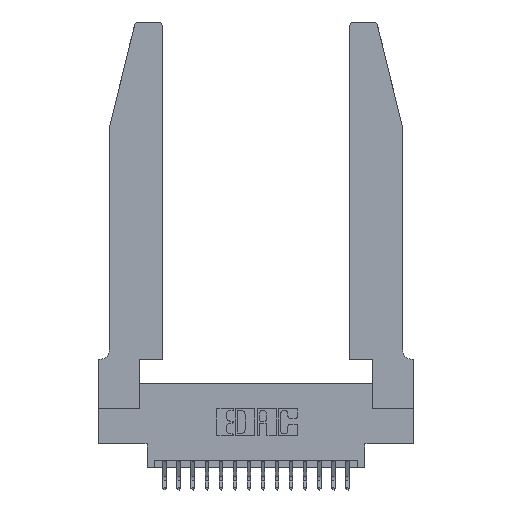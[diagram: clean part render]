
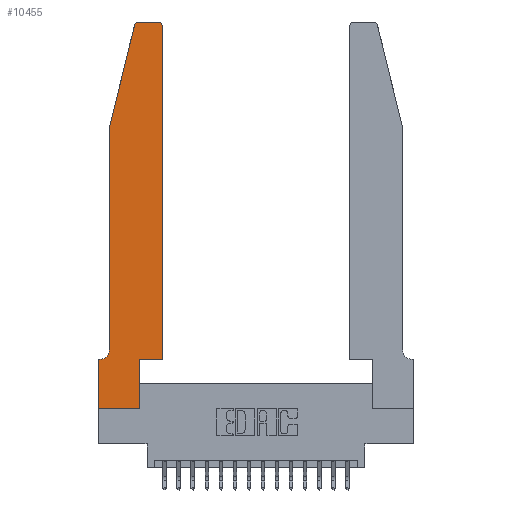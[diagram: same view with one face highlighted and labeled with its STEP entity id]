
A CAD part, top view. The second image highlights one B-rep face of the part: STEP entity #10455.
In plain terms, the highlighted planar face has unit normal (0, 0, 1).
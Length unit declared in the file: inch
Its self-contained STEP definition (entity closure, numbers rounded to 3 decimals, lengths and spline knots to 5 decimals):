
#216 = LINE ( 'NONE', #10511, #12630 ) ;
#253 = CARTESIAN_POINT ( 'NONE',  ( 0.4205, 2.72, 0.37 ) ) ;
#308 = DIRECTION ( 'NONE',  ( 0., 0., 1. ) ) ;
#336 = CARTESIAN_POINT ( 'NONE',  ( 0., 0.35, 0.37 ) ) ;
#352 = EDGE_LOOP ( 'NONE', ( #5737, #14439, #8294, #830, #12113, #15080, #19112, #1079, #17664, #14932, #12723, #8554 ) ) ;
#467 = EDGE_CURVE ( 'NONE', #4504, #4643, #6550, .T. ) ;
#771 = DIRECTION ( 'NONE',  ( 0., 0., 1. ) ) ;
#830 = ORIENTED_EDGE ( 'NONE', *, *, #18299, .T. ) ;
#975 = VECTOR ( 'NONE', #10102, 39.37008 ) ;
#1079 = ORIENTED_EDGE ( 'NONE', *, *, #17507, .T. ) ;
#1406 = DIRECTION ( 'NONE',  ( 1., 0., 0. ) ) ;
#1593 = EDGE_CURVE ( 'NONE', #18836, #17435, #8708, .T. ) ;
#1679 = VERTEX_POINT ( 'NONE', #7842 ) ;
#1801 = CARTESIAN_POINT ( 'NONE',  ( 0.284, 2.75, 0.37 ) ) ;
#2052 = EDGE_CURVE ( 'NONE', #4643, #18862, #11689, .T. ) ;
#2291 = LINE ( 'NONE', #10739, #10535 ) ;
#2767 = VECTOR ( 'NONE', #10474, 39.37008 ) ;
#3245 = CARTESIAN_POINT ( 'NONE',  ( 0.2865, 0.35, 0.37 ) ) ;
#3892 = VERTEX_POINT ( 'NONE', #16974 ) ;
#4099 = AXIS2_PLACEMENT_3D ( 'NONE', #16572, #7599, #18107 ) ;
#4439 = DIRECTION ( 'NONE',  ( 0., 1., 0. ) ) ;
#4504 = VERTEX_POINT ( 'NONE', #16949 ) ;
#4635 = DIRECTION ( 'NONE',  ( 0., -1., 0. ) ) ;
#4643 = VERTEX_POINT ( 'NONE', #18960 ) ;
#5070 = CARTESIAN_POINT ( 'NONE',  ( 0.4505, 0.35, 0.37 ) ) ;
#5207 = VECTOR ( 'NONE', #6634, 39.37008 ) ;
#5439 = LINE ( 'NONE', #6226, #17004 ) ;
#5651 = VERTEX_POINT ( 'NONE', #1801 ) ;
#5737 = ORIENTED_EDGE ( 'NONE', *, *, #18753, .T. ) ;
#6121 = CARTESIAN_POINT ( 'NONE',  ( 0., 0., 0.37 ) ) ;
#6226 = CARTESIAN_POINT ( 'NONE',  ( 0.0755, 2., 0.37 ) ) ;
#6296 = VERTEX_POINT ( 'NONE', #3245 ) ;
#6479 = VERTEX_POINT ( 'NONE', #18833 ) ;
#6550 = LINE ( 'NONE', #7775, #16668 ) ;
#6634 = DIRECTION ( 'NONE',  ( 1., 0., 0. ) ) ;
#6643 = LINE ( 'NONE', #15025, #17755 ) ;
#6781 = PLANE ( 'NONE',  #15929 ) ;
#7037 = CARTESIAN_POINT ( 'NONE',  ( 0.25487, 2.72718, 0.37 ) ) ;
#7060 = DIRECTION ( 'NONE',  ( 0., -1., 0. ) ) ;
#7406 = EDGE_CURVE ( 'NONE', #16293, #4504, #13767, .T. ) ;
#7468 = AXIS2_PLACEMENT_3D ( 'NONE', #253, #771, #1406 ) ;
#7599 = DIRECTION ( 'NONE',  ( 0., 0., -1. ) ) ;
#7611 = CIRCLE ( 'NONE', #14555, 0.03 ) ;
#7775 = CARTESIAN_POINT ( 'NONE',  ( 0.0755, 0.35, 0.37 ) ) ;
#7842 = CARTESIAN_POINT ( 'NONE',  ( 0.4505, 0.35, 0.37 ) ) ;
#8153 = CARTESIAN_POINT ( 'NONE',  ( 0., 0., 0.37 ) ) ;
#8294 = ORIENTED_EDGE ( 'NONE', *, *, #10824, .T. ) ;
#8302 = DIRECTION ( 'NONE',  ( -1., 0., 0. ) ) ;
#8352 = DIRECTION ( 'NONE',  ( 1., 0., 0. ) ) ;
#8554 = ORIENTED_EDGE ( 'NONE', *, *, #1593, .T. ) ;
#8708 = CIRCLE ( 'NONE', #7468, 0.03 ) ;
#9356 = LINE ( 'NONE', #19017, #975 ) ;
#9796 = CARTESIAN_POINT ( 'NONE',  ( 0.284, 2.72, 0.37 ) ) ;
#10102 = DIRECTION ( 'NONE',  ( 0., 1., 0. ) ) ;
#10329 = CARTESIAN_POINT ( 'NONE',  ( 0.4205, 2.75, 0.37 ) ) ;
#10455 = ADVANCED_FACE ( 'NONE', ( #15282 ), #6781, .T. ) ;
#10474 = DIRECTION ( 'NONE',  ( -1., 0., 0. ) ) ;
#10511 = CARTESIAN_POINT ( 'NONE',  ( 0., 0., 0.37 ) ) ;
#10535 = VECTOR ( 'NONE', #4635, 39.37008 ) ;
#10739 = CARTESIAN_POINT ( 'NONE',  ( 0.0755, 2., 0.37 ) ) ;
#10824 = EDGE_CURVE ( 'NONE', #19686, #6479, #5439, .T. ) ;
#10930 = EDGE_CURVE ( 'NONE', #5651, #19686, #7611, .T. ) ;
#11224 = VECTOR ( 'NONE', #7060, 39.37008 ) ;
#11259 = DIRECTION ( 'NONE',  ( 1., 0., 0. ) ) ;
#11350 = CARTESIAN_POINT ( 'NONE',  ( 0.0755, 0.42, 0.37 ) ) ;
#11689 = LINE ( 'NONE', #8153, #11224 ) ;
#12113 = ORIENTED_EDGE ( 'NONE', *, *, #7406, .T. ) ;
#12630 = VECTOR ( 'NONE', #14975, 39.37008 ) ;
#12723 = ORIENTED_EDGE ( 'NONE', *, *, #19880, .T. ) ;
#13767 = CIRCLE ( 'NONE', #4099, 0.07 ) ;
#14439 = ORIENTED_EDGE ( 'NONE', *, *, #10930, .T. ) ;
#14555 = AXIS2_PLACEMENT_3D ( 'NONE', #9796, #308, #11259 ) ;
#14932 = ORIENTED_EDGE ( 'NONE', *, *, #19505, .T. ) ;
#14975 = DIRECTION ( 'NONE',  ( 1., 0., 0. ) ) ;
#15025 = CARTESIAN_POINT ( 'NONE',  ( 0.4505, 0.35, 0.37 ) ) ;
#15065 = CARTESIAN_POINT ( 'NONE',  ( 0.4505, 2.72, 0.37 ) ) ;
#15080 = ORIENTED_EDGE ( 'NONE', *, *, #467, .T. ) ;
#15282 = FACE_OUTER_BOUND ( 'NONE', #352, .T. ) ;
#15929 = AXIS2_PLACEMENT_3D ( 'NONE', #336, #17342, #8352 ) ;
#16293 = VERTEX_POINT ( 'NONE', #11350 ) ;
#16572 = CARTESIAN_POINT ( 'NONE',  ( 0.0055, 0.42, 0.37 ) ) ;
#16668 = VECTOR ( 'NONE', #8302, 39.37008 ) ;
#16761 = DIRECTION ( 'NONE',  ( -0.239, -0.971, 0. ) ) ;
#16779 = LINE ( 'NONE', #5070, #5207 ) ;
#16949 = CARTESIAN_POINT ( 'NONE',  ( 0.0055, 0.35, 0.37 ) ) ;
#16974 = CARTESIAN_POINT ( 'NONE',  ( 0.2865, 0., 0.37 ) ) ;
#17004 = VECTOR ( 'NONE', #16761, 39.37008 ) ;
#17342 = DIRECTION ( 'NONE',  ( 0., 0., 1. ) ) ;
#17435 = VERTEX_POINT ( 'NONE', #10329 ) ;
#17507 = EDGE_CURVE ( 'NONE', #18862, #3892, #216, .T. ) ;
#17664 = ORIENTED_EDGE ( 'NONE', *, *, #18585, .T. ) ;
#17755 = VECTOR ( 'NONE', #4439, 39.37008 ) ;
#18020 = LINE ( 'NONE', #19386, #2767 ) ;
#18107 = DIRECTION ( 'NONE',  ( -1., 0., 0. ) ) ;
#18299 = EDGE_CURVE ( 'NONE', #6479, #16293, #2291, .T. ) ;
#18585 = EDGE_CURVE ( 'NONE', #3892, #6296, #9356, .T. ) ;
#18753 = EDGE_CURVE ( 'NONE', #17435, #5651, #18020, .T. ) ;
#18833 = CARTESIAN_POINT ( 'NONE',  ( 0.0755, 2., 0.37 ) ) ;
#18836 = VERTEX_POINT ( 'NONE', #15065 ) ;
#18862 = VERTEX_POINT ( 'NONE', #6121 ) ;
#18960 = CARTESIAN_POINT ( 'NONE',  ( 0., 0.35, 0.37 ) ) ;
#19017 = CARTESIAN_POINT ( 'NONE',  ( 0.2865, 0.35, 0.37 ) ) ;
#19112 = ORIENTED_EDGE ( 'NONE', *, *, #2052, .T. ) ;
#19386 = CARTESIAN_POINT ( 'NONE',  ( 0.2605, 2.75, 0.37 ) ) ;
#19505 = EDGE_CURVE ( 'NONE', #6296, #1679, #16779, .T. ) ;
#19686 = VERTEX_POINT ( 'NONE', #7037 ) ;
#19880 = EDGE_CURVE ( 'NONE', #1679, #18836, #6643, .T. ) ;
